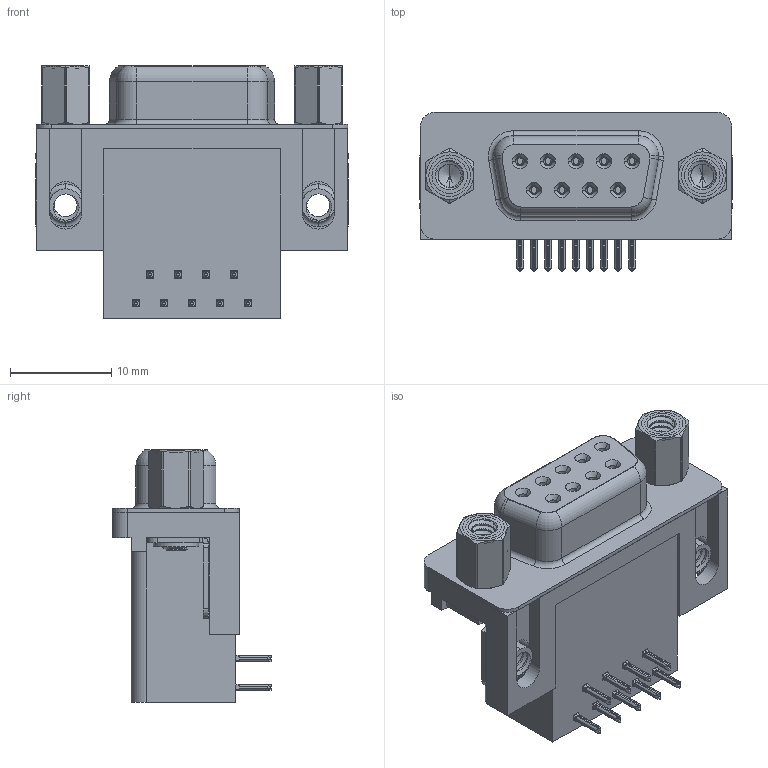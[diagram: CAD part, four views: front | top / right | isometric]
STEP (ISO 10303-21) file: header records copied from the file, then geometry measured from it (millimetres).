
FILE_DESCRIPTION (( 'STEP AP203' ), '1' );
FILE_NAME ('626-009-262-553.STEP', '2018-11-06T22:35:23', ( '' ), ( '' ), 'SwSTEP 2.0', 'SolidWorks 2016', '' );
FILE_SCHEMA (( 'CONFIG_CONTROL_DESIGN' ));
Length unit declared in the file: millimetre
Products named in the file (8): 626 4-40 Hex Standoff 5; 626-009-262-553; 626 Housing_9 Socket; 626 Shell_9 Socket; 626 Contact Bottom; 626 Contact Top; 626 4-40 Threaded Board Mount; 626 Round Threaded Standoff
Assembly tree (17 placements, depth 2):
  626-009-262-553
    626 Housing_9 Socket
    626 Shell_9 Socket
    626 Contact Bottom  x4
    626 Contact Top  x5
    626 4-40 Threaded Board Mount  x2
    626 Round Threaded Standoff  x2
    626 4-40 Hex Standoff 5  x2
Bounding box: 30.89 x 15.73 x 24.96 mm (x, y, z)
Volume: 5282.1 mm3; surface area: 6552.2 mm2
Topology: 17 solids, 17 shells, 1724 faces, 4558 edges, 2880 vertices
Faces by surface type: plane 700, cylinder 508, bspline 342, cone 140, torus 34
Entity records: 30582 total; most frequent: CARTESIAN_POINT 13531, ORIENTED_EDGE 3560, DIRECTION 2968, EDGE_CURVE 1780, VERTEX_POINT 1137, AXIS2_PLACEMENT_3D 999, VECTOR 970, LINE 970
